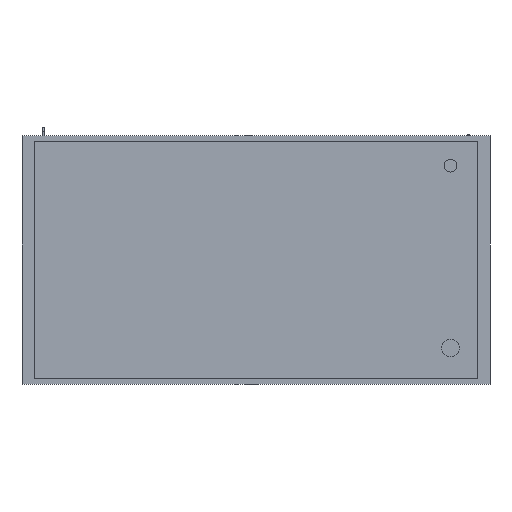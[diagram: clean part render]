
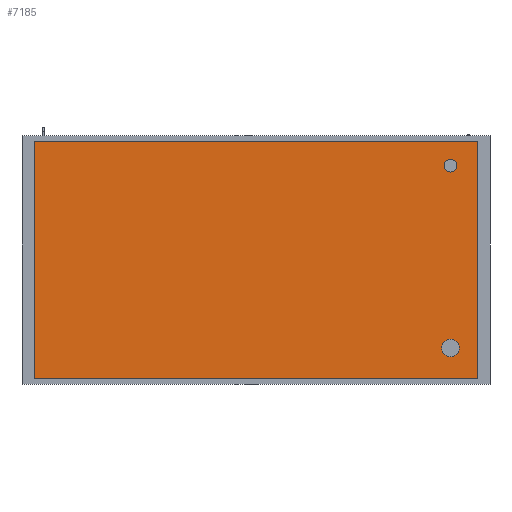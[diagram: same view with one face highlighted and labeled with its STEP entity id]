
A CAD part, front view. The second image highlights one B-rep face of the part: STEP entity #7185.
In plain terms, the highlighted planar face has unit normal (0, -1, 0).
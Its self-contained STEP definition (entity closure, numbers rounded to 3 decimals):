
#112=FACE_BOUND('',#950,.T.);
#113=FACE_BOUND('',#951,.T.);
#133=PLANE('',#7701);
#505=FACE_OUTER_BOUND('',#949,.T.);
#949=EDGE_LOOP('',(#5086,#5087,#5088,#5089));
#950=EDGE_LOOP('',(#5090));
#951=EDGE_LOOP('',(#5091));
#1401=LINE('',#10392,#2286);
#1405=LINE('',#10400,#2290);
#1408=LINE('',#10406,#2293);
#1411=LINE('',#10411,#2296);
#2286=VECTOR('',#8320,10.);
#2290=VECTOR('',#8326,10.);
#2293=VECTOR('',#8331,10.);
#2296=VECTOR('',#8336,10.);
#3158=CIRCLE('',#7685,20.);
#3160=CIRCLE('',#7689,27.5);
#3308=VERTEX_POINT('',#10353);
#3310=VERTEX_POINT('',#10360);
#3319=VERTEX_POINT('',#10390);
#3320=VERTEX_POINT('',#10391);
#3323=VERTEX_POINT('',#10399);
#3325=VERTEX_POINT('',#10405);
#3999=EDGE_CURVE('',#3308,#3308,#3158,.T.);
#4002=EDGE_CURVE('',#3310,#3310,#3160,.T.);
#4015=EDGE_CURVE('',#3319,#3320,#1401,.T.);
#4019=EDGE_CURVE('',#3323,#3319,#1405,.T.);
#4022=EDGE_CURVE('',#3325,#3323,#1408,.T.);
#4025=EDGE_CURVE('',#3320,#3325,#1411,.T.);
#5086=ORIENTED_EDGE('',*,*,#4025,.F.);
#5087=ORIENTED_EDGE('',*,*,#4015,.F.);
#5088=ORIENTED_EDGE('',*,*,#4019,.F.);
#5089=ORIENTED_EDGE('',*,*,#4022,.F.);
#5090=ORIENTED_EDGE('',*,*,#3999,.T.);
#5091=ORIENTED_EDGE('',*,*,#4002,.T.);
#7185=ADVANCED_FACE('',(#505,#112,#113),#133,.F.);
#7685=AXIS2_PLACEMENT_3D('',#10355,#8283,#8284);
#7689=AXIS2_PLACEMENT_3D('',#10362,#8292,#8293);
#7701=AXIS2_PLACEMENT_3D('',#10414,#8340,#8341);
#8283=DIRECTION('center_axis',(0.,1.,0.));
#8284=DIRECTION('ref_axis',(1.,0.,0.));
#8292=DIRECTION('center_axis',(0.,1.,0.));
#8293=DIRECTION('ref_axis',(1.,0.,0.));
#8320=DIRECTION('',(0.,0.,1.));
#8326=DIRECTION('',(-1.,0.,0.));
#8331=DIRECTION('',(0.,0.,-1.));
#8336=DIRECTION('',(1.,0.,0.));
#8340=DIRECTION('center_axis',(0.,1.,0.));
#8341=DIRECTION('ref_axis',(0.,0.,1.));
#10353=CARTESIAN_POINT('',(582.5,0.,292.5));
#10355=CARTESIAN_POINT('Origin',(602.5,0.,292.5));
#10360=CARTESIAN_POINT('',(575.,0.,-272.5));
#10362=CARTESIAN_POINT('Origin',(602.5,0.,-272.5));
#10390=CARTESIAN_POINT('',(-687.5,0.,-367.5));
#10391=CARTESIAN_POINT('',(-687.5,0.,367.5));
#10392=CARTESIAN_POINT('',(-687.5,0.,-367.5));
#10399=CARTESIAN_POINT('',(687.5,0.,-367.5));
#10400=CARTESIAN_POINT('',(687.5,0.,-367.5));
#10405=CARTESIAN_POINT('',(687.5,0.,367.5));
#10406=CARTESIAN_POINT('',(687.5,0.,367.5));
#10411=CARTESIAN_POINT('',(-687.5,0.,367.5));
#10414=CARTESIAN_POINT('Origin',(0.,0.,0.));
